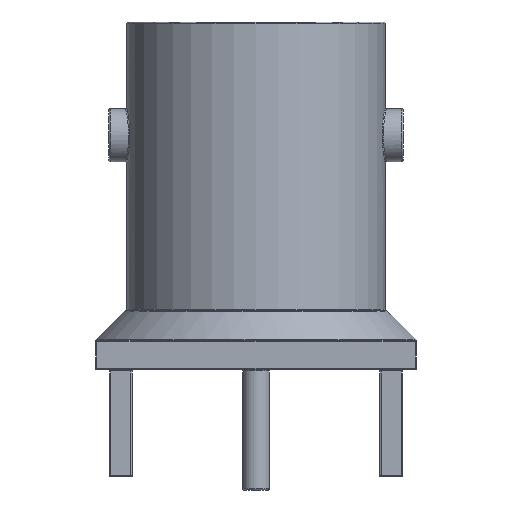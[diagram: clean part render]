
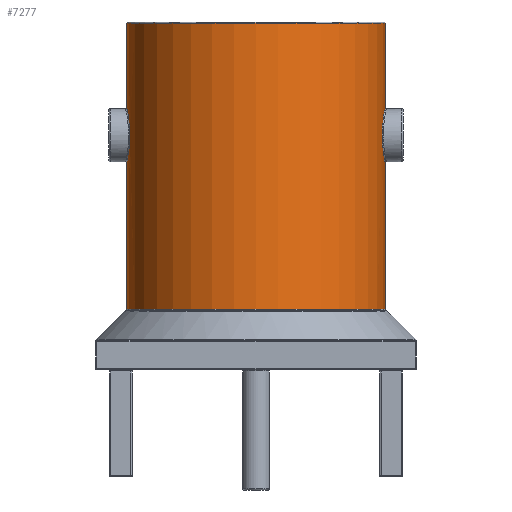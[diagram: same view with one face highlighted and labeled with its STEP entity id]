
A CAD part, front view. The second image highlights one B-rep face of the part: STEP entity #7277.
In plain terms, the highlighted cylindrical face has radius 4.825 mm (diameter 9.65 mm), a full revolution.
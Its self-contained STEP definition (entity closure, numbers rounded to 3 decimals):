
#222=B_SPLINE_CURVE_WITH_KNOTS('',3,(#13331,#13332,#13333,#13334,#13335,
#13336,#13337,#13338,#13339,#13340,#13341,#13342,#13343,#13344,#13345,#13346,
#13347),.UNSPECIFIED.,.T.,.F.,(4,1,1,1,1,1,1,1,1,1,1,1,1,1,4),(0.299,
0.342,0.385,0.428,0.47,
0.513,0.556,0.609,0.641,
0.705,0.727,0.77,0.812,
0.855,0.898),.UNSPECIFIED.);
#223=B_SPLINE_CURVE_WITH_KNOTS('',3,(#13349,#13350,#13351,#13352,#13353,
#13354,#13355,#13356,#13357,#13358,#13359,#13360,#13361,#13362,#13363,#13364,
#13365),.UNSPECIFIED.,.T.,.F.,(4,1,1,1,1,1,1,1,1,1,1,1,1,1,4),(0.,0.043,
0.086,0.128,0.171,0.214,
0.257,0.31,0.342,0.406,
0.428,0.47,0.513,0.556,
0.599),.UNSPECIFIED.);
#510=LINE('',#13326,#1084);
#1084=VECTOR('',#8907,4.825);
#1648=CYLINDRICAL_SURFACE('',#7996,4.825);
#1729=FACE_BOUND('',#2471,.T.);
#1730=FACE_BOUND('',#2472,.T.);
#1998=FACE_OUTER_BOUND('',#2470,.T.);
#2470=EDGE_LOOP('',(#5255,#5256,#5257,#5258,#5259,#5260));
#2471=EDGE_LOOP('',(#5261));
#2472=EDGE_LOOP('',(#5262));
#2981=CIRCLE('',#7993,4.825);
#2982=CIRCLE('',#7994,4.825);
#2984=CIRCLE('',#7997,4.825);
#2985=CIRCLE('',#7998,4.825);
#3290=VERTEX_POINT('',#13319);
#3291=VERTEX_POINT('',#13320);
#3292=VERTEX_POINT('',#13325);
#3293=VERTEX_POINT('',#13327);
#3294=VERTEX_POINT('',#13330);
#3295=VERTEX_POINT('',#13348);
#4040=EDGE_CURVE('',#3290,#3291,#2981,.T.);
#4041=EDGE_CURVE('',#3291,#3290,#2982,.T.);
#4043=EDGE_CURVE('',#3291,#3292,#510,.T.);
#4044=EDGE_CURVE('',#3293,#3292,#2984,.T.);
#4045=EDGE_CURVE('',#3292,#3293,#2985,.T.);
#4046=EDGE_CURVE('',#3294,#3294,#222,.T.);
#4047=EDGE_CURVE('',#3295,#3295,#223,.T.);
#5255=ORIENTED_EDGE('',*,*,#4040,.F.);
#5256=ORIENTED_EDGE('',*,*,#4041,.F.);
#5257=ORIENTED_EDGE('',*,*,#4043,.T.);
#5258=ORIENTED_EDGE('',*,*,#4044,.F.);
#5259=ORIENTED_EDGE('',*,*,#4045,.F.);
#5260=ORIENTED_EDGE('',*,*,#4043,.F.);
#5261=ORIENTED_EDGE('',*,*,#4046,.F.);
#5262=ORIENTED_EDGE('',*,*,#4047,.F.);
#7277=ADVANCED_FACE('',(#1998,#1729,#1730),#1648,.T.);
#7993=AXIS2_PLACEMENT_3D('',#13321,#8899,#8900);
#7994=AXIS2_PLACEMENT_3D('',#13322,#8901,#8902);
#7996=AXIS2_PLACEMENT_3D('',#13324,#8905,#8906);
#7997=AXIS2_PLACEMENT_3D('',#13328,#8908,#8909);
#7998=AXIS2_PLACEMENT_3D('',#13329,#8910,#8911);
#8899=DIRECTION('center_axis',(0.,0.,1.));
#8900=DIRECTION('ref_axis',(-1.,0.,0.));
#8901=DIRECTION('center_axis',(0.,0.,1.));
#8902=DIRECTION('ref_axis',(-1.,0.,0.));
#8905=DIRECTION('center_axis',(0.,0.,1.));
#8906=DIRECTION('ref_axis',(1.,0.,0.));
#8907=DIRECTION('',(0.,0.,-1.));
#8908=DIRECTION('center_axis',(0.,0.,-1.));
#8909=DIRECTION('ref_axis',(-1.,0.,0.));
#8910=DIRECTION('center_axis',(0.,0.,-1.));
#8911=DIRECTION('ref_axis',(-1.,0.,0.));
#13319=CARTESIAN_POINT('',(4.825,0.,-0.05));
#13320=CARTESIAN_POINT('',(-4.825,0.,-0.05));
#13321=CARTESIAN_POINT('Origin',(0.,0.,-0.05));
#13322=CARTESIAN_POINT('Origin',(0.,0.,-0.05));
#13324=CARTESIAN_POINT('Origin',(0.,0.,0.));
#13325=CARTESIAN_POINT('',(-4.825,0.,-10.75));
#13326=CARTESIAN_POINT('',(-4.825,0.,0.));
#13327=CARTESIAN_POINT('',(4.825,0.,-10.75));
#13328=CARTESIAN_POINT('Origin',(0.,0.,-10.75));
#13329=CARTESIAN_POINT('Origin',(0.,0.,-10.75));
#13330=CARTESIAN_POINT('',(1.029,4.714,-4.24));
#13331=CARTESIAN_POINT('Ctrl Pts',(1.029,4.714,-4.24));
#13332=CARTESIAN_POINT('Ctrl Pts',(1.029,4.714,-4.396));
#13333=CARTESIAN_POINT('Ctrl Pts',(0.958,4.73,-4.708));
#13334=CARTESIAN_POINT('Ctrl Pts',(0.664,4.784,-5.08));
#13335=CARTESIAN_POINT('Ctrl Pts',(0.238,4.827,-5.288));
#13336=CARTESIAN_POINT('Ctrl Pts',(-0.238,4.827,
-5.289));
#13337=CARTESIAN_POINT('Ctrl Pts',(-0.664,4.784,
-5.08));
#13338=CARTESIAN_POINT('Ctrl Pts',(-0.984,4.725,
-4.677));
#13339=CARTESIAN_POINT('Ctrl Pts',(-1.065,4.706,-4.197));
#13340=CARTESIAN_POINT('Ctrl Pts',(-0.912,4.74,
-3.665));
#13341=CARTESIAN_POINT('Ctrl Pts',(-0.598,4.795,
-3.347));
#13342=CARTESIAN_POINT('Ctrl Pts',(-0.158,4.827,
-3.192));
#13343=CARTESIAN_POINT('Ctrl Pts',(0.238,4.827,-3.192));
#13344=CARTESIAN_POINT('Ctrl Pts',(0.664,4.784,-3.4));
#13345=CARTESIAN_POINT('Ctrl Pts',(0.958,4.73,-3.772));
#13346=CARTESIAN_POINT('Ctrl Pts',(1.029,4.714,-4.084));
#13347=CARTESIAN_POINT('Ctrl Pts',(1.029,4.714,-4.24));
#13348=CARTESIAN_POINT('',(-1.029,-4.714,-4.24));
#13349=CARTESIAN_POINT('Ctrl Pts',(-1.029,-4.714,
-4.24));
#13350=CARTESIAN_POINT('Ctrl Pts',(-1.029,-4.714,
-4.396));
#13351=CARTESIAN_POINT('Ctrl Pts',(-0.958,-4.73,
-4.708));
#13352=CARTESIAN_POINT('Ctrl Pts',(-0.664,-4.784,
-5.08));
#13353=CARTESIAN_POINT('Ctrl Pts',(-0.238,-4.827,
-5.288));
#13354=CARTESIAN_POINT('Ctrl Pts',(0.238,-4.827,
-5.289));
#13355=CARTESIAN_POINT('Ctrl Pts',(0.664,-4.784,
-5.08));
#13356=CARTESIAN_POINT('Ctrl Pts',(0.984,-4.725,
-4.677));
#13357=CARTESIAN_POINT('Ctrl Pts',(1.065,-4.706,-4.197));
#13358=CARTESIAN_POINT('Ctrl Pts',(0.912,-4.74,
-3.665));
#13359=CARTESIAN_POINT('Ctrl Pts',(0.598,-4.795,
-3.347));
#13360=CARTESIAN_POINT('Ctrl Pts',(0.158,-4.827,
-3.192));
#13361=CARTESIAN_POINT('Ctrl Pts',(-0.238,-4.827,
-3.192));
#13362=CARTESIAN_POINT('Ctrl Pts',(-0.664,-4.784,
-3.4));
#13363=CARTESIAN_POINT('Ctrl Pts',(-0.958,-4.73,
-3.772));
#13364=CARTESIAN_POINT('Ctrl Pts',(-1.029,-4.714,
-4.084));
#13365=CARTESIAN_POINT('Ctrl Pts',(-1.029,-4.714,
-4.24));
